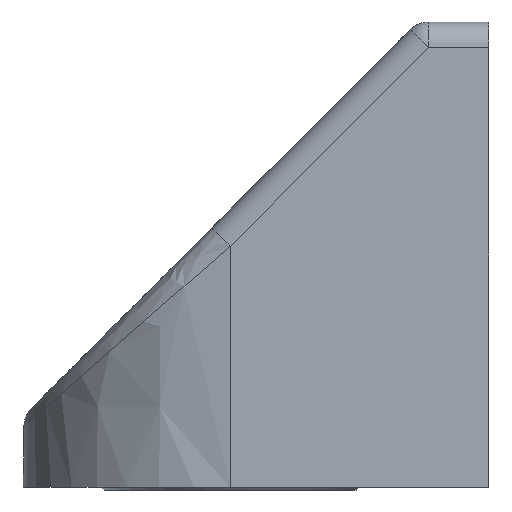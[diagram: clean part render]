
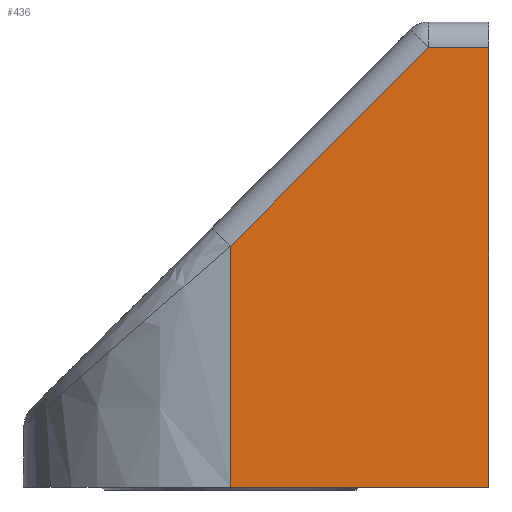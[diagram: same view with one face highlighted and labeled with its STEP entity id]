
A CAD part, front view. The second image highlights one B-rep face of the part: STEP entity #436.
In plain terms, the highlighted planar face has unit normal (0, -1, 0.009).
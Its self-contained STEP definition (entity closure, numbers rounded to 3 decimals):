
#170 = CARTESIAN_POINT ( 'NONE',  ( 1.406, -15.825, 20.071 ) ) ;
#295 = EDGE_CURVE ( 'NONE', #1404, #1497, #1782, .T. ) ;
#355 = CARTESIAN_POINT ( 'NONE',  ( 0., -15.837, 18.665 ) ) ;
#366 = CARTESIAN_POINT ( 'NONE',  ( 0., -16., 0. ) ) ;
#436 = ADVANCED_FACE ( 'NONE', ( #2008 ), #870, .T. ) ;
#440 = DIRECTION ( 'NONE',  ( 1., 0., 0. ) ) ;
#467 = DIRECTION ( 'NONE',  ( -1., 0., 0. ) ) ;
#518 = CARTESIAN_POINT ( 'NONE',  ( 15.352, -15.703, 34.017 ) ) ;
#608 = DIRECTION ( 'NONE',  ( 0., -0.009, -1. ) ) ;
#620 = ORIENTED_EDGE ( 'NONE', *, *, #295, .T. ) ;
#628 = LINE ( 'NONE', #1692, #1828 ) ;
#665 = VERTEX_POINT ( 'NONE', #355 ) ;
#688 = VECTOR ( 'NONE', #1090, 1000. ) ;
#739 = ORIENTED_EDGE ( 'NONE', *, *, #1659, .T. ) ;
#794 = CARTESIAN_POINT ( 'NONE',  ( 20., -16., 0. ) ) ;
#827 = LINE ( 'NONE', #366, #1983 ) ;
#868 = CARTESIAN_POINT ( 'NONE',  ( 0., -16., 0. ) ) ;
#870 = PLANE ( 'NONE',  #1688 ) ;
#884 = ORIENTED_EDGE ( 'NONE', *, *, #1532, .T. ) ;
#931 = EDGE_CURVE ( 'NONE', #1207, #1630, #1981, .T. ) ;
#960 = VECTOR ( 'NONE', #440, 1000. ) ;
#1005 = EDGE_CURVE ( 'NONE', #1207, #1497, #628, .T. ) ;
#1012 = DIRECTION ( 'NONE',  ( 0., -0.009, -1. ) ) ;
#1090 = DIRECTION ( 'NONE',  ( -0.707, -0.006, -0.707 ) ) ;
#1120 = ORIENTED_EDGE ( 'NONE', *, *, #931, .T. ) ;
#1194 = CARTESIAN_POINT ( 'NONE',  ( 20., -16., 0. ) ) ;
#1207 = VERTEX_POINT ( 'NONE', #1489 ) ;
#1388 = ORIENTED_EDGE ( 'NONE', *, *, #1005, .F. ) ;
#1404 = VERTEX_POINT ( 'NONE', #868 ) ;
#1470 = LINE ( 'NONE', #170, #688 ) ;
#1489 = CARTESIAN_POINT ( 'NONE',  ( 20., -15.703, 34.017 ) ) ;
#1497 = VERTEX_POINT ( 'NONE', #794 ) ;
#1532 = EDGE_CURVE ( 'NONE', #665, #1404, #827, .T. ) ;
#1596 = EDGE_LOOP ( 'NONE', ( #1120, #739, #884, #620, #1388 ) ) ;
#1630 = VERTEX_POINT ( 'NONE', #518 ) ;
#1659 = EDGE_CURVE ( 'NONE', #1630, #665, #1470, .T. ) ;
#1688 = AXIS2_PLACEMENT_3D ( 'NONE', #1778, #1946, #1012 ) ;
#1692 = CARTESIAN_POINT ( 'NONE',  ( 20., -15.683, 36.276 ) ) ;
#1778 = CARTESIAN_POINT ( 'NONE',  ( 20., -16., 0. ) ) ;
#1782 = LINE ( 'NONE', #1194, #960 ) ;
#1828 = VECTOR ( 'NONE', #608, 1000. ) ;
#1885 = CARTESIAN_POINT ( 'NONE',  ( 15.352, -15.703, 34.017 ) ) ;
#1905 = DIRECTION ( 'NONE',  ( 0., -0.009, -1. ) ) ;
#1927 = VECTOR ( 'NONE', #467, 1000. ) ;
#1946 = DIRECTION ( 'NONE',  ( 0., -1., 0.009 ) ) ;
#1981 = LINE ( 'NONE', #1885, #1927 ) ;
#1983 = VECTOR ( 'NONE', #1905, 1000. ) ;
#2008 = FACE_OUTER_BOUND ( 'NONE', #1596, .T. ) ;
